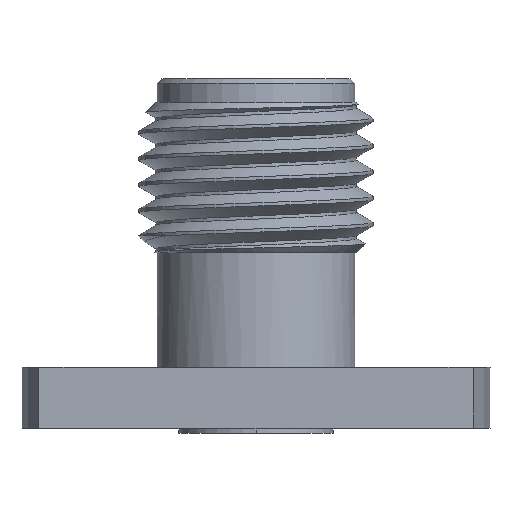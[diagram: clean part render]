
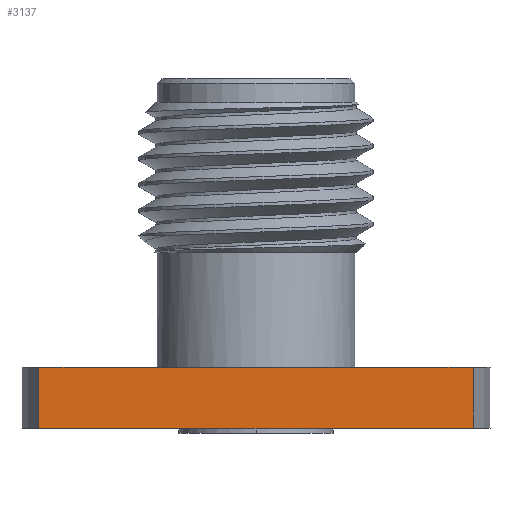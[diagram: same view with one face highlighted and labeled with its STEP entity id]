
A CAD part, left-side view. The second image highlights one B-rep face of the part: STEP entity #3137.
In plain terms, the highlighted planar face has unit normal (-1, 0, 0).
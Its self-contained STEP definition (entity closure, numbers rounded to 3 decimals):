
#42 = VECTOR ( 'NONE', #2972, 1000. ) ;
#118 = VERTEX_POINT ( 'NONE', #3640 ) ;
#307 = DIRECTION ( 'NONE',  ( 0., 0., 1. ) ) ;
#372 = ORIENTED_EDGE ( 'NONE', *, *, #1033, .T. ) ;
#478 = DIRECTION ( 'NONE',  ( 0., 0., 1. ) ) ;
#488 = EDGE_CURVE ( 'NONE', #118, #2864, #3207, .T. ) ;
#581 = EDGE_CURVE ( 'NONE', #1683, #118, #2216, .T. ) ;
#628 = VERTEX_POINT ( 'NONE', #1085 ) ;
#651 = FACE_OUTER_BOUND ( 'NONE', #2853, .T. ) ;
#726 = ORIENTED_EDGE ( 'NONE', *, *, #581, .F. ) ;
#790 = VECTOR ( 'NONE', #478, 1000. ) ;
#793 = VERTEX_POINT ( 'NONE', #4136 ) ;
#860 = EDGE_CURVE ( 'NONE', #948, #628, #1747, .T. ) ;
#948 = VERTEX_POINT ( 'NONE', #3802 ) ;
#1033 = EDGE_CURVE ( 'NONE', #793, #948, #3544, .T. ) ;
#1076 = DIRECTION ( 'NONE',  ( -1., 0., 0. ) ) ;
#1085 = CARTESIAN_POINT ( 'NONE',  ( -2.415, -5.873, 0. ) ) ;
#1100 = CARTESIAN_POINT ( 'NONE',  ( -2.415, -5.873, 0. ) ) ;
#1166 = CARTESIAN_POINT ( 'NONE',  ( -2.415, -5.873, 0. ) ) ;
#1300 = CARTESIAN_POINT ( 'NONE',  ( -2.415, -5.873, -1.65 ) ) ;
#1302 = EDGE_CURVE ( 'NONE', #2864, #628, #3540, .T. ) ;
#1358 = VECTOR ( 'NONE', #3473, 1000. ) ;
#1441 = CARTESIAN_POINT ( 'NONE',  ( -2.415, -5.873, -1.65 ) ) ;
#1517 = ORIENTED_EDGE ( 'NONE', *, *, #4570, .F. ) ;
#1683 = VERTEX_POINT ( 'NONE', #3373 ) ;
#1747 = LINE ( 'NONE', #3756, #790 ) ;
#1932 = ORIENTED_EDGE ( 'NONE', *, *, #488, .F. ) ;
#2216 = LINE ( 'NONE', #1100, #42 ) ;
#2397 = DIRECTION ( 'NONE',  ( 0., -1., 0. ) ) ;
#2485 = CARTESIAN_POINT ( 'NONE',  ( -2.415, 5.873, -1.65 ) ) ;
#2716 = CARTESIAN_POINT ( 'NONE',  ( -2.415, -5.873, 0. ) ) ;
#2853 = EDGE_LOOP ( 'NONE', ( #726, #1517, #372, #4389, #3033, #1932 ) ) ;
#2864 = VERTEX_POINT ( 'NONE', #3519 ) ;
#2900 = LINE ( 'NONE', #2485, #3359 ) ;
#2972 = DIRECTION ( 'NONE',  ( 0., -1., 0. ) ) ;
#2981 = VECTOR ( 'NONE', #2397, 1000. ) ;
#3033 = ORIENTED_EDGE ( 'NONE', *, *, #1302, .F. ) ;
#3137 = ADVANCED_FACE ( 'NONE', ( #651 ), #3703, .T. ) ;
#3207 = LINE ( 'NONE', #2716, #1358 ) ;
#3359 = VECTOR ( 'NONE', #307, 1000. ) ;
#3373 = CARTESIAN_POINT ( 'NONE',  ( -2.415, 5.873, 0. ) ) ;
#3473 = DIRECTION ( 'NONE',  ( 0., -1., 0. ) ) ;
#3519 = CARTESIAN_POINT ( 'NONE',  ( -2.415, -1.15, 0. ) ) ;
#3540 = LINE ( 'NONE', #1166, #4563 ) ;
#3544 = LINE ( 'NONE', #1300, #2981 ) ;
#3640 = CARTESIAN_POINT ( 'NONE',  ( -2.415, 1.15, 0. ) ) ;
#3703 = PLANE ( 'NONE',  #4363 ) ;
#3707 = DIRECTION ( 'NONE',  ( 0., -1., 0. ) ) ;
#3756 = CARTESIAN_POINT ( 'NONE',  ( -2.415, -5.873, -1.65 ) ) ;
#3802 = CARTESIAN_POINT ( 'NONE',  ( -2.415, -5.873, -1.65 ) ) ;
#4021 = DIRECTION ( 'NONE',  ( 0., 0., 1. ) ) ;
#4136 = CARTESIAN_POINT ( 'NONE',  ( -2.415, 5.873, -1.65 ) ) ;
#4363 = AXIS2_PLACEMENT_3D ( 'NONE', #1441, #1076, #4021 ) ;
#4389 = ORIENTED_EDGE ( 'NONE', *, *, #860, .T. ) ;
#4563 = VECTOR ( 'NONE', #3707, 1000. ) ;
#4570 = EDGE_CURVE ( 'NONE', #793, #1683, #2900, .T. ) ;
